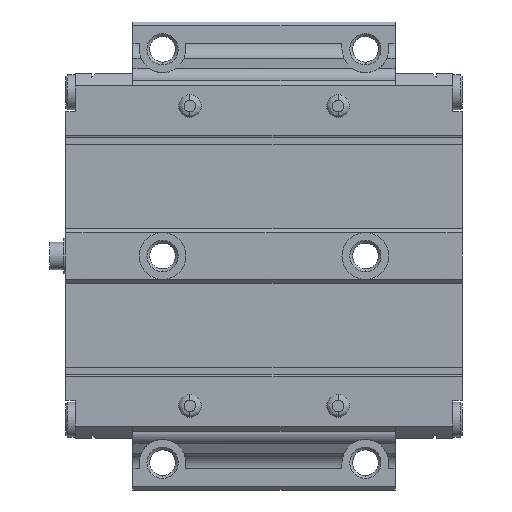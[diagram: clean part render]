
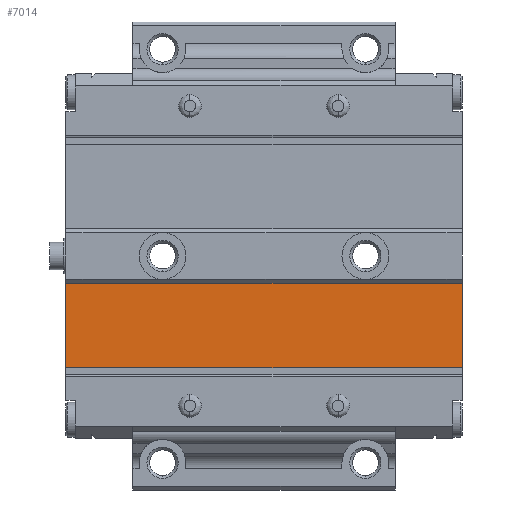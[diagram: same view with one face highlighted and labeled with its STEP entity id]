
A CAD part, front view. The second image highlights one B-rep face of the part: STEP entity #7014.
In plain terms, the highlighted planar face has unit normal (0, -1, 0).
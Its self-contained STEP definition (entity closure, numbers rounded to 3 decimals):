
#288 = VECTOR ( 'NONE', #1243, 1000. ) ;
#333 = VERTEX_POINT ( 'NONE', #6269 ) ;
#346 = VERTEX_POINT ( 'NONE', #7779 ) ;
#351 = LINE ( 'NONE', #8969, #3977 ) ;
#525 = LINE ( 'NONE', #8345, #288 ) ;
#567 = VECTOR ( 'NONE', #4336, 1000. ) ;
#625 = ORIENTED_EDGE ( 'NONE', *, *, #5436, .T. ) ;
#630 = DIRECTION ( 'NONE',  ( 0., -1., 0. ) ) ;
#704 = AXIS2_PLACEMENT_3D ( 'NONE', #5716, #630, #4823 ) ;
#984 = DIRECTION ( 'NONE',  ( 1., 0., 0. ) ) ;
#1243 = DIRECTION ( 'NONE',  ( -1., 0., 0. ) ) ;
#2041 = PLANE ( 'NONE',  #704 ) ;
#2274 = EDGE_CURVE ( 'NONE', #8042, #7510, #5353, .T. ) ;
#3252 = EDGE_CURVE ( 'NONE', #346, #7510, #351, .T. ) ;
#3545 = ORIENTED_EDGE ( 'NONE', *, *, #7449, .T. ) ;
#3777 = VECTOR ( 'NONE', #984, 1000. ) ;
#3977 = VECTOR ( 'NONE', #4067, 1000. ) ;
#4067 = DIRECTION ( 'NONE',  ( 0., 0., -1. ) ) ;
#4268 = EDGE_LOOP ( 'NONE', ( #6569, #625, #3545, #7630 ) ) ;
#4336 = DIRECTION ( 'NONE',  ( 0., 0., -1. ) ) ;
#4823 = DIRECTION ( 'NONE',  ( 0., 0., -1. ) ) ;
#5093 = CARTESIAN_POINT ( 'NONE',  ( 25.4, 6.5, -14.88 ) ) ;
#5353 = LINE ( 'NONE', #5884, #3777 ) ;
#5436 = EDGE_CURVE ( 'NONE', #346, #333, #525, .T. ) ;
#5716 = CARTESIAN_POINT ( 'NONE',  ( 25.4, 6.5, -14.88 ) ) ;
#5884 = CARTESIAN_POINT ( 'NONE',  ( 25.4, 6.5, -14.88 ) ) ;
#6237 = FACE_OUTER_BOUND ( 'NONE', #4268, .T. ) ;
#6269 = CARTESIAN_POINT ( 'NONE',  ( -25.4, 6.5, -3.5 ) ) ;
#6569 = ORIENTED_EDGE ( 'NONE', *, *, #3252, .F. ) ;
#7014 = ADVANCED_FACE ( 'NONE', ( #6237 ), #2041, .T. ) ;
#7119 = CARTESIAN_POINT ( 'NONE',  ( -25.4, 6.5, -14.88 ) ) ;
#7164 = LINE ( 'NONE', #8630, #567 ) ;
#7449 = EDGE_CURVE ( 'NONE', #333, #8042, #7164, .T. ) ;
#7510 = VERTEX_POINT ( 'NONE', #5093 ) ;
#7630 = ORIENTED_EDGE ( 'NONE', *, *, #2274, .T. ) ;
#7779 = CARTESIAN_POINT ( 'NONE',  ( 25.4, 6.5, -3.5 ) ) ;
#8042 = VERTEX_POINT ( 'NONE', #7119 ) ;
#8345 = CARTESIAN_POINT ( 'NONE',  ( 25.4, 6.5, -3.5 ) ) ;
#8630 = CARTESIAN_POINT ( 'NONE',  ( -25.4, 6.5, 0. ) ) ;
#8969 = CARTESIAN_POINT ( 'NONE',  ( 25.4, 6.5, 0. ) ) ;
